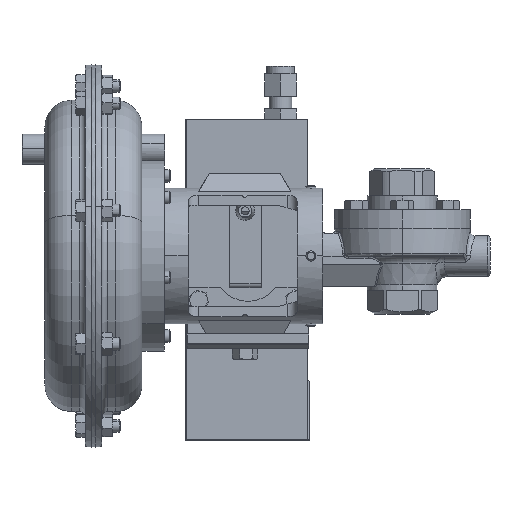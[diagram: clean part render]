
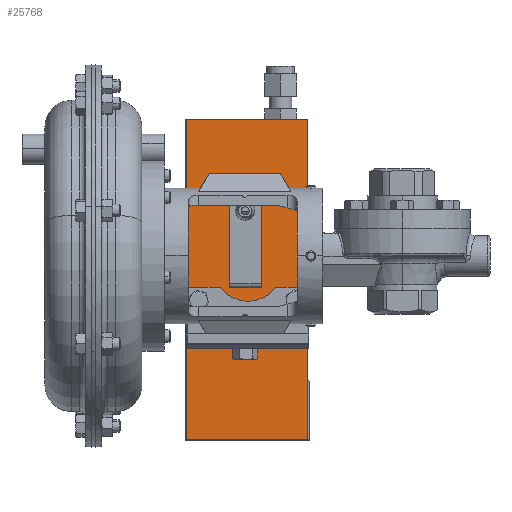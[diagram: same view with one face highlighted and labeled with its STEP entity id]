
A CAD part, left-side view. The second image highlights one B-rep face of the part: STEP entity #25768.
In plain terms, the highlighted planar face has unit normal (-1, 0, 0).
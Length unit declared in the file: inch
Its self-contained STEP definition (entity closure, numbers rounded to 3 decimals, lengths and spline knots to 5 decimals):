
#878 = CARTESIAN_POINT ( 'NONE',  ( 5.50997, 6.4743, 2.7241 ) ) ;
#1069 = LINE ( 'NONE', #26526, #18559 ) ;
#1455 = LINE ( 'NONE', #20227, #17563 ) ;
#1699 = CARTESIAN_POINT ( 'NONE',  ( 5.50997, 8.13896, 6.38552 ) ) ;
#1718 = LINE ( 'NONE', #7299, #18517 ) ;
#1730 = CARTESIAN_POINT ( 'NONE',  ( 5.50997, 8.11121, 2.20552 ) ) ;
#2043 = AXIS2_PLACEMENT_3D ( 'NONE', #18795, #21015, #7930 ) ;
#2189 = VECTOR ( 'NONE', #23262, 39.37008 ) ;
#2271 = CARTESIAN_POINT ( 'NONE',  ( 5.50997, 5.12777, 6.38552 ) ) ;
#2367 = AXIS2_PLACEMENT_3D ( 'NONE', #14525, #27520, #12345 ) ;
#2548 = EDGE_CURVE ( 'NONE', #26348, #23451, #10817, .T. ) ;
#2845 = CIRCLE ( 'NONE', #27749, 0.19685 ) ;
#3127 = VERTEX_POINT ( 'NONE', #8913 ) ;
#3136 = CARTESIAN_POINT ( 'NONE',  ( 5.50997, 8.13896, 6.38552 ) ) ;
#3469 = VERTEX_POINT ( 'NONE', #27812 ) ;
#3702 = LINE ( 'NONE', #1699, #14691 ) ;
#4107 = EDGE_CURVE ( 'NONE', #22237, #16000, #2845, .T. ) ;
#4252 = EDGE_CURVE ( 'NONE', #6272, #3127, #1455, .T. ) ;
#4517 = DIRECTION ( 'NONE',  ( -1., 0., 0. ) ) ;
#4560 = EDGE_CURVE ( 'NONE', #3127, #12444, #6973, .T. ) ;
#4578 = DIRECTION ( 'NONE',  ( 0., -1., 0. ) ) ;
#4865 = VERTEX_POINT ( 'NONE', #10246 ) ;
#4914 = DIRECTION ( 'NONE',  ( 0., -1., 0. ) ) ;
#5113 = EDGE_CURVE ( 'NONE', #28132, #26348, #1069, .T. ) ;
#5198 = VERTEX_POINT ( 'NONE', #26382 ) ;
#5400 = CARTESIAN_POINT ( 'NONE',  ( 5.50997, 5.12777, 0.13552 ) ) ;
#5564 = VECTOR ( 'NONE', #11183, 39.37008 ) ;
#5748 = EDGE_CURVE ( 'NONE', #28132, #6272, #16834, .T. ) ;
#5823 = VECTOR ( 'NONE', #17961, 39.37008 ) ;
#6272 = VERTEX_POINT ( 'NONE', #14112 ) ;
#6973 = LINE ( 'NONE', #22027, #5564 ) ;
#7299 = CARTESIAN_POINT ( 'NONE',  ( 5.50997, 8.13896, -1.61448 ) ) ;
#7516 = EDGE_CURVE ( 'NONE', #11147, #13474, #3702, .T. ) ;
#7542 = CARTESIAN_POINT ( 'NONE',  ( 5.50997, 8.11121, 2.20552 ) ) ;
#7655 = DIRECTION ( 'NONE',  ( -1., 0., 0. ) ) ;
#7659 = DIRECTION ( 'NONE',  ( 0., 0., -1. ) ) ;
#7699 = EDGE_LOOP ( 'NONE', ( #12675, #23022 ) ) ;
#7841 = ORIENTED_EDGE ( 'NONE', *, *, #9631, .F. ) ;
#7930 = DIRECTION ( 'NONE',  ( 0., -1., 0. ) ) ;
#8413 = DIRECTION ( 'NONE',  ( 0., -1., 0. ) ) ;
#8913 = CARTESIAN_POINT ( 'NONE',  ( 5.50997, 5.12777, 0.80552 ) ) ;
#9631 = EDGE_CURVE ( 'NONE', #13474, #3469, #19238, .T. ) ;
#9765 = EDGE_CURVE ( 'NONE', #23451, #3469, #17171, .T. ) ;
#10151 = EDGE_CURVE ( 'NONE', #11147, #4865, #1718, .T. ) ;
#10246 = CARTESIAN_POINT ( 'NONE',  ( 5.50997, 8.13896, -1.58323 ) ) ;
#10255 = CARTESIAN_POINT ( 'NONE',  ( 5.50997, 5.12777, -0.11448 ) ) ;
#10470 = AXIS2_PLACEMENT_3D ( 'NONE', #20739, #7655, #22899 ) ;
#10764 = EDGE_CURVE ( 'NONE', #16000, #22237, #18487, .T. ) ;
#10817 = CIRCLE ( 'NONE', #2367, 0.85167 ) ;
#11068 = VECTOR ( 'NONE', #22811, 39.37008 ) ;
#11147 = VERTEX_POINT ( 'NONE', #3136 ) ;
#11183 = DIRECTION ( 'NONE',  ( 0., 0., -1. ) ) ;
#11253 = ORIENTED_EDGE ( 'NONE', *, *, #2548, .T. ) ;
#11403 = ORIENTED_EDGE ( 'NONE', *, *, #23056, .T. ) ;
#11780 = CARTESIAN_POINT ( 'NONE',  ( 5.50997, 5.12777, -0.11448 ) ) ;
#12345 = DIRECTION ( 'NONE',  ( 0., 0., 1. ) ) ;
#12444 = VERTEX_POINT ( 'NONE', #11780 ) ;
#12675 = ORIENTED_EDGE ( 'NONE', *, *, #4107, .F. ) ;
#13419 = VECTOR ( 'NONE', #7659, 39.37008 ) ;
#13474 = VERTEX_POINT ( 'NONE', #2271 ) ;
#13766 = DIRECTION ( 'NONE',  ( 0., 0., -1. ) ) ;
#14112 = CARTESIAN_POINT ( 'NONE',  ( 5.50997, 8.11121, 0.80552 ) ) ;
#14525 = CARTESIAN_POINT ( 'NONE',  ( 5.50997, 6.60571, 2.70789 ) ) ;
#14691 = VECTOR ( 'NONE', #16958, 39.37008 ) ;
#15748 = CARTESIAN_POINT ( 'NONE',  ( 5.50997, 3.84021, -1.58323 ) ) ;
#15898 = ORIENTED_EDGE ( 'NONE', *, *, #9765, .T. ) ;
#16000 = VERTEX_POINT ( 'NONE', #878 ) ;
#16105 = EDGE_CURVE ( 'NONE', #5198, #12444, #18998, .T. ) ;
#16594 = PLANE ( 'NONE',  #2043 ) ;
#16834 = LINE ( 'NONE', #7542, #11068 ) ;
#16955 = ORIENTED_EDGE ( 'NONE', *, *, #16105, .T. ) ;
#16958 = DIRECTION ( 'NONE',  ( 0., -1., 0. ) ) ;
#17171 = LINE ( 'NONE', #1730, #27995 ) ;
#17563 = VECTOR ( 'NONE', #4914, 39.37008 ) ;
#17654 = CARTESIAN_POINT ( 'NONE',  ( 5.50997, 6.67115, 2.7241 ) ) ;
#17854 = EDGE_LOOP ( 'NONE', ( #22771, #28335, #22482, #26407, #11253, #15898, #7841, #25605, #20929, #11403, #16955 ) ) ;
#17961 = DIRECTION ( 'NONE',  ( 0., -1., 0. ) ) ;
#18184 = CARTESIAN_POINT ( 'NONE',  ( 5.50997, 7.29344, 2.20552 ) ) ;
#18487 = CIRCLE ( 'NONE', #10470, 0.19685 ) ;
#18517 = VECTOR ( 'NONE', #13766, 39.37008 ) ;
#18559 = VECTOR ( 'NONE', #4578, 39.37008 ) ;
#18795 = CARTESIAN_POINT ( 'NONE',  ( 5.50997, 8.17021, -1.61448 ) ) ;
#18998 = LINE ( 'NONE', #10255, #2189 ) ;
#19238 = LINE ( 'NONE', #5400, #13419 ) ;
#19836 = DIRECTION ( 'NONE',  ( 0., -1., 0. ) ) ;
#19882 = CARTESIAN_POINT ( 'NONE',  ( 5.50997, 8.11121, 2.20552 ) ) ;
#20227 = CARTESIAN_POINT ( 'NONE',  ( 5.50997, 8.11121, 0.80552 ) ) ;
#20739 = CARTESIAN_POINT ( 'NONE',  ( 5.50997, 6.67115, 2.7241 ) ) ;
#20929 = ORIENTED_EDGE ( 'NONE', *, *, #10151, .T. ) ;
#21015 = DIRECTION ( 'NONE',  ( -1., 0., 0. ) ) ;
#22027 = CARTESIAN_POINT ( 'NONE',  ( 5.50997, 5.12777, 0.13552 ) ) ;
#22237 = VERTEX_POINT ( 'NONE', #23510 ) ;
#22482 = ORIENTED_EDGE ( 'NONE', *, *, #5748, .F. ) ;
#22771 = ORIENTED_EDGE ( 'NONE', *, *, #4560, .F. ) ;
#22811 = DIRECTION ( 'NONE',  ( 0., 0., -1. ) ) ;
#22899 = DIRECTION ( 'NONE',  ( 0., -1., 0. ) ) ;
#23022 = ORIENTED_EDGE ( 'NONE', *, *, #10764, .F. ) ;
#23056 = EDGE_CURVE ( 'NONE', #4865, #5198, #23290, .T. ) ;
#23262 = DIRECTION ( 'NONE',  ( 0., 0., 1. ) ) ;
#23290 = LINE ( 'NONE', #15748, #5823 ) ;
#23451 = VERTEX_POINT ( 'NONE', #25701 ) ;
#23510 = CARTESIAN_POINT ( 'NONE',  ( 5.50997, 6.868, 2.7241 ) ) ;
#23958 = FACE_BOUND ( 'NONE', #7699, .T. ) ;
#24658 = FACE_OUTER_BOUND ( 'NONE', #17854, .T. ) ;
#25605 = ORIENTED_EDGE ( 'NONE', *, *, #7516, .F. ) ;
#25701 = CARTESIAN_POINT ( 'NONE',  ( 5.50997, 5.91798, 2.20552 ) ) ;
#25768 = ADVANCED_FACE ( 'NONE', ( #23958, #24658 ), #16594, .T. ) ;
#26348 = VERTEX_POINT ( 'NONE', #18184 ) ;
#26382 = CARTESIAN_POINT ( 'NONE',  ( 5.50997, 5.12777, -1.58323 ) ) ;
#26407 = ORIENTED_EDGE ( 'NONE', *, *, #5113, .T. ) ;
#26526 = CARTESIAN_POINT ( 'NONE',  ( 5.50997, 8.11121, 2.20552 ) ) ;
#27520 = DIRECTION ( 'NONE',  ( -1., 0., 0. ) ) ;
#27749 = AXIS2_PLACEMENT_3D ( 'NONE', #17654, #4517, #19836 ) ;
#27812 = CARTESIAN_POINT ( 'NONE',  ( 5.50997, 5.12777, 2.20552 ) ) ;
#27995 = VECTOR ( 'NONE', #8413, 39.37008 ) ;
#28132 = VERTEX_POINT ( 'NONE', #19882 ) ;
#28335 = ORIENTED_EDGE ( 'NONE', *, *, #4252, .F. ) ;
